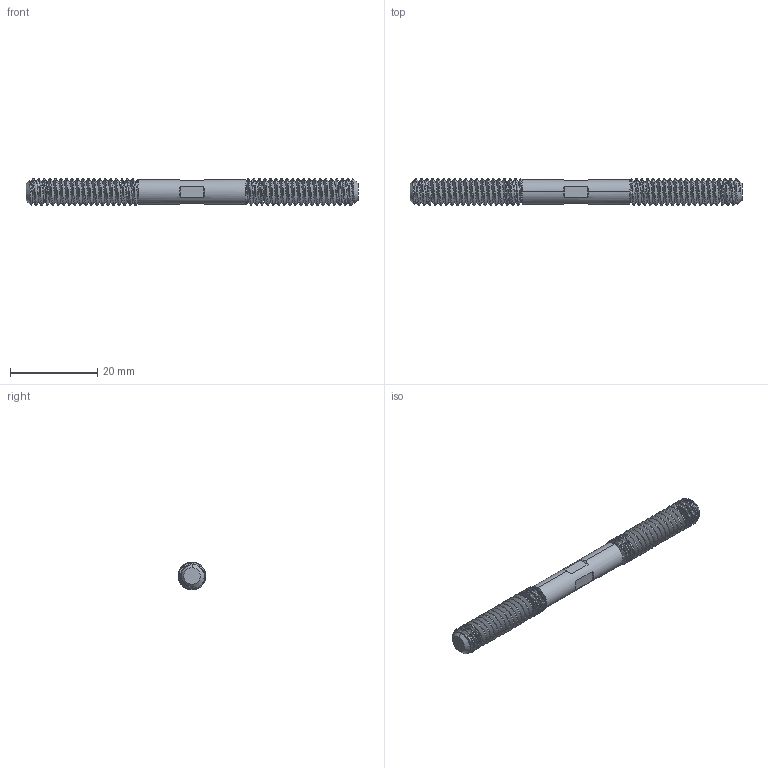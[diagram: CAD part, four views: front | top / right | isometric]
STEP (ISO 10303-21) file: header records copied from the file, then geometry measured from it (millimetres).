
FILE_DESCRIPTION (( 'STEP AP203' ), '1' );
FILE_NAME ('90281A098_Black-Oxide Steel Threaded on Both Ends Stud.STEP', '2024-04-11T21:35:37', ( 'Administrator' ), ( 'Managed by Terraform' ), 'SwSTEP 2.0', 'SolidWorks 2017', '' );
FILE_SCHEMA (( 'CONFIG_CONTROL_DESIGN' ));
Length unit declared in the file: inch
Products named in the file (1): 90281A098_Black-Oxide Steel Threaded on Both Ends Stud
Bounding box: 76.2 x 6.35 x 6.35 mm (x, y, z)
Volume: 1859.3 mm3; surface area: 2023.7 mm2
Topology: 1 solids, 1 shells, 112 faces, 318 edges, 210 vertices
Faces by surface type: cylinder 80, plane 16, cone 10, bspline 6
Entity records: 9945 total; most frequent: CARTESIAN_POINT 7529, ORIENTED_EDGE 636, DIRECTION 350, EDGE_CURVE 318, VERTEX_POINT 210, AXIS2_PLACEMENT_3D 123, EDGE_LOOP 114, ADVANCED_FACE 112
